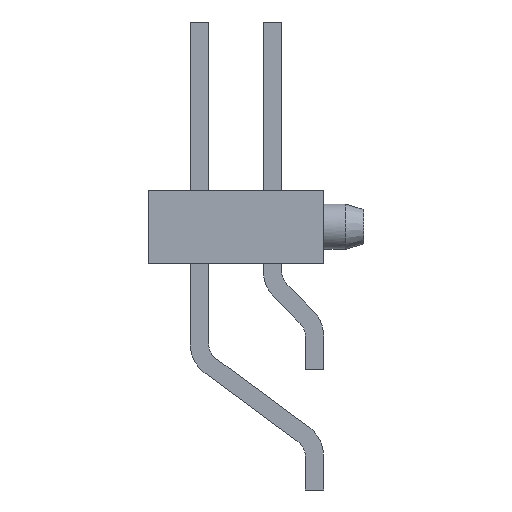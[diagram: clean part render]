
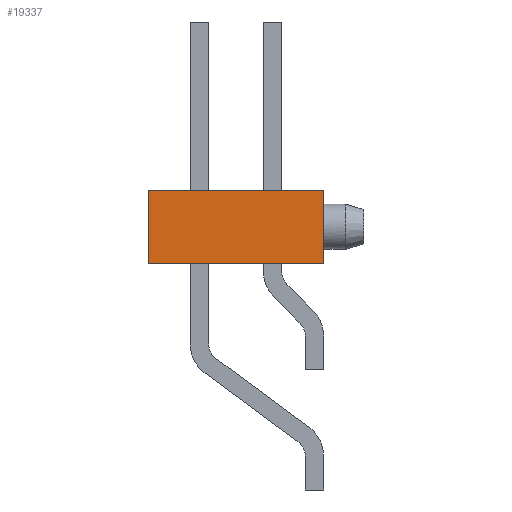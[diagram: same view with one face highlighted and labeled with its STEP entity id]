
A CAD part, left-side view. The second image highlights one B-rep face of the part: STEP entity #19337.
In plain terms, the highlighted planar face has unit normal (-1, 0, 0).
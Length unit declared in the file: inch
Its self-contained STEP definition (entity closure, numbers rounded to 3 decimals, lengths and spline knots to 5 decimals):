
#557=PLANE('',#20528);
#4871=ORIENTED_EDGE('',*,*,#8910,.T.);
#4872=ORIENTED_EDGE('',*,*,#8526,.F.);
#4873=ORIENTED_EDGE('',*,*,#8810,.F.);
#4874=ORIENTED_EDGE('',*,*,#8108,.T.);
#8108=EDGE_CURVE('',#10493,#10492,#12568,.T.);
#8526=EDGE_CURVE('',#10833,#10834,#12973,.T.);
#8810=EDGE_CURVE('',#10493,#10833,#13256,.T.);
#8910=EDGE_CURVE('',#10492,#10834,#13356,.T.);
#10492=VERTEX_POINT('',#28791);
#10493=VERTEX_POINT('',#28793);
#10833=VERTEX_POINT('',#29623);
#10834=VERTEX_POINT('',#29625);
#12568=LINE('',#28792,#15116);
#12973=LINE('',#29624,#15521);
#13256=LINE('',#30141,#15804);
#13356=LINE('',#30331,#15904);
#15116=VECTOR('',#23430,39.37008);
#15521=VECTOR('',#24007,39.37008);
#15804=VECTOR('',#24412,39.37008);
#15904=VECTOR('',#24532,39.37008);
#17149=EDGE_LOOP('',(#4871,#4872,#4873,#4874));
#18233=FACE_BOUND('',#17149,.T.);
#19337=ADVANCED_FACE('',(#18233),#557,.F.);
#20528=AXIS2_PLACEMENT_3D('',#30503,#24641,#24642);
#23430=DIRECTION('',(0.,0.,-1.));
#24007=DIRECTION('',(0.,0.,-1.));
#24412=DIRECTION('',(0.,-1.,0.));
#24532=DIRECTION('',(0.,-1.,0.));
#24641=DIRECTION('',(1.,0.,0.));
#24642=DIRECTION('',(0.,0.,-1.));
#28791=CARTESIAN_POINT('',(-0.5,0.12,-0.05));
#28792=CARTESIAN_POINT('',(-0.5,0.12,0.05));
#28793=CARTESIAN_POINT('',(-0.5,0.12,0.05));
#29623=CARTESIAN_POINT('',(-0.5,-0.12,0.05));
#29624=CARTESIAN_POINT('',(-0.5,-0.12,0.05));
#29625=CARTESIAN_POINT('',(-0.5,-0.12,-0.05));
#30141=CARTESIAN_POINT('',(-0.5,0.12,0.05));
#30331=CARTESIAN_POINT('',(-0.5,0.12,-0.05));
#30503=CARTESIAN_POINT('',(-0.5,0.12,0.05));
